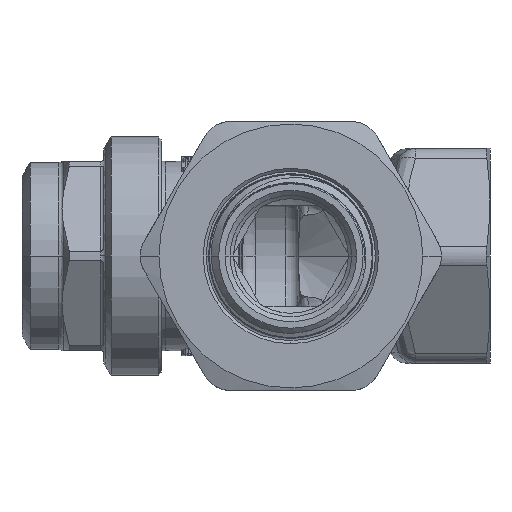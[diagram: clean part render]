
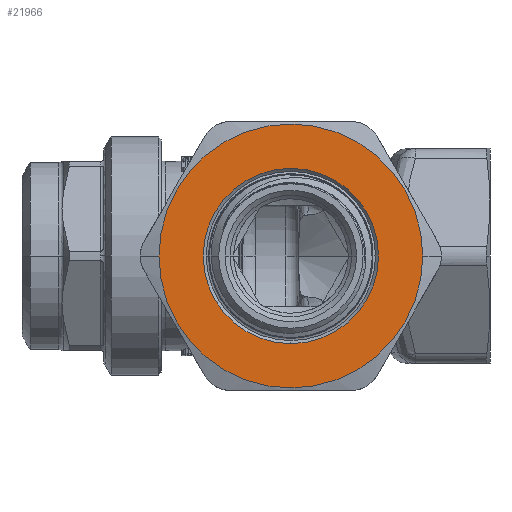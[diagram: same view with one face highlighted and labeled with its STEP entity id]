
A CAD part, left-side view. The second image highlights one B-rep face of the part: STEP entity #21966.
In plain terms, the highlighted planar face has unit normal (-1, 0, 0).
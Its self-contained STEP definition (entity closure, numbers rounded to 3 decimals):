
#6570=CARTESIAN_POINT('',(-29.992,0.,0.));
#6571=DIRECTION('',(-1.,0.,0.));
#6572=DIRECTION('',(0.,-1.,0.));
#6573=AXIS2_PLACEMENT_3D('',#6570,#6571,#6572);
#6575=CARTESIAN_POINT('',(-29.992,0.,0.));
#6576=DIRECTION('',(-1.,0.,0.));
#6577=DIRECTION('',(0.,1.,0.));
#6578=AXIS2_PLACEMENT_3D('',#6575,#6576,#6577);
#6580=CARTESIAN_POINT('',(-29.992,0.,0.));
#6581=DIRECTION('',(-1.,0.,0.));
#6582=DIRECTION('',(0.,0.,1.));
#6583=AXIS2_PLACEMENT_3D('',#6580,#6581,#6582);
#6598=CARTESIAN_POINT('',(-29.992,0.,0.));
#6599=DIRECTION('',(-1.,0.,0.));
#6600=DIRECTION('',(0.,0.,-1.));
#6601=AXIS2_PLACEMENT_3D('',#6598,#6599,#6600);
#13756=CARTESIAN_POINT('',(-29.992,0.,-8.8));
#13757=CARTESIAN_POINT('',(-29.992,0.,8.8));
#13758=VERTEX_POINT('',#13756);
#13759=VERTEX_POINT('',#13757);
#13818=CARTESIAN_POINT('',(-29.992,-13.25,0.));
#13819=CARTESIAN_POINT('',(-29.992,13.25,0.));
#13820=VERTEX_POINT('',#13818);
#13821=VERTEX_POINT('',#13819);
#21950=CARTESIAN_POINT('',(-29.992,0.,0.));
#21951=DIRECTION('',(-1.,0.,0.));
#21952=DIRECTION('',(0.,-1.,0.));
#21953=AXIS2_PLACEMENT_3D('',#21950,#21951,#21952);
#21954=PLANE('',#21953);
#21956=ORIENTED_EDGE('',*,*,#21955,.F.);
#21957=ORIENTED_EDGE('',*,*,#21940,.F.);
#21958=EDGE_LOOP('',(#21956,#21957));
#21959=FACE_OUTER_BOUND('',#21958,.F.);
#21961=ORIENTED_EDGE('',*,*,#21960,.T.);
#21963=ORIENTED_EDGE('',*,*,#21962,.T.);
#21964=EDGE_LOOP('',(#21961,#21963));
#21965=FACE_BOUND('',#21964,.F.);
#21966=ADVANCED_FACE('',(#21959,#21965),#21954,.T.);
#6574=CIRCLE('',#6573,13.25);
#6579=CIRCLE('',#6578,13.25);
#6584=CIRCLE('',#6583,8.8);
#6602=CIRCLE('',#6601,8.8);
#21940=EDGE_CURVE('',#13821,#13820,#6579,.T.);
#21955=EDGE_CURVE('',#13820,#13821,#6574,.T.);
#21960=EDGE_CURVE('',#13759,#13758,#6584,.T.);
#21962=EDGE_CURVE('',#13758,#13759,#6602,.T.);
